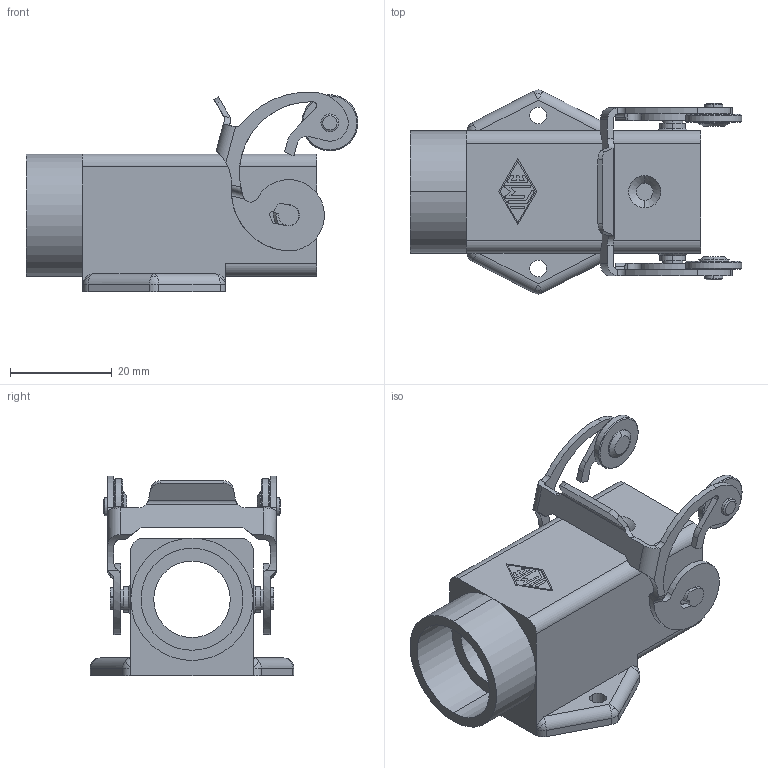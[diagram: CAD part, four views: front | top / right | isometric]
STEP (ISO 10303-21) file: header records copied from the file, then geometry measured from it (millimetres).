
FILE_DESCRIPTION(('Creo Elements/Direct Modeling STEP Export'),'2;1');
FILE_NAME('0ln7tug541odu0c4588','2020-08-03T16:55:48',(''),(''),'Creo Elements/Direct Modeling STEP processor for AP214 (Solid Model)','Creo Elements/Direct Modeling 20.1B 02-Apr-2019 (C) Parametric Technology GmbH','');
FILE_SCHEMA(('AUTOMOTIVE_DESIGN { 1 0 10303 214 1 1 1 1 }'));
Length unit declared in the file: millimetre
Products named in the file (1): MKAXE_AP20
Bounding box: 65.07 x 40 x 39.13 mm (x, y, z)
Volume: 12601.8 mm3; surface area: 14014.8 mm2
Topology: 1 solids, 3 shells, 250 faces, 689 edges, 445 vertices
Faces by surface type: cylinder 111, plane 98, cone 23, sphere 18
Entity records: 9926 total; most frequent: CARTESIAN_POINT 1716, ORIENTED_EDGE 1342, DIRECTION 1311, EDGE_CURVE 671, AXIS2_PLACEMENT_3D 482, VERTEX_POINT 445, VECTOR 347, LINE 347
